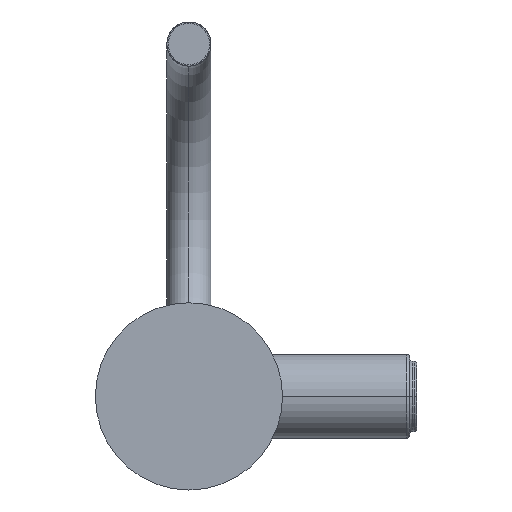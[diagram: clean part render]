
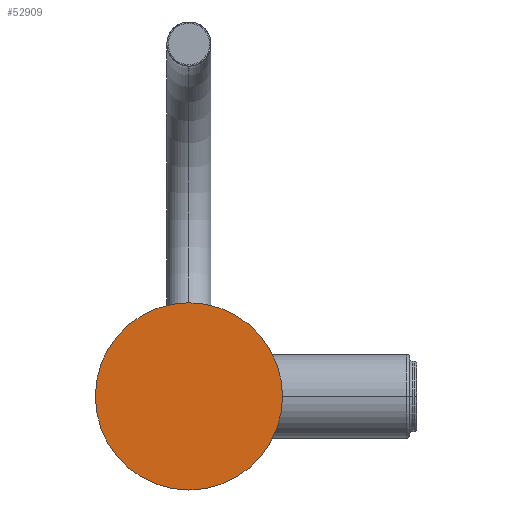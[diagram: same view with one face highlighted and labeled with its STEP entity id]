
A CAD part, front view. The second image highlights one B-rep face of the part: STEP entity #52909.
In plain terms, the highlighted planar face has unit normal (0, -1, 0).
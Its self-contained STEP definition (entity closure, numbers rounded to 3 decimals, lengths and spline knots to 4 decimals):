
#2=CARTESIAN_POINT('',(0.,0.,0.));
#3=DIRECTION('',(0.,-1.,0.));
#4=DIRECTION('',(-1.,0.,0.));
#5=AXIS2_PLACEMENT_3D('',#2,#3,#4);
#12=CARTESIAN_POINT('',(0.,0.,0.));
#13=DIRECTION('',(0.,1.,0.));
#14=DIRECTION('',(-1.,0.,0.));
#15=AXIS2_PLACEMENT_3D('',#12,#13,#14);
#49018=CARTESIAN_POINT('',(-1.0625,0.,0.));
#49019=CARTESIAN_POINT('',(1.0625,0.,0.));
#49020=VERTEX_POINT('',#49018);
#49021=VERTEX_POINT('',#49019);
#52899=CARTESIAN_POINT('',(0.,0.,0.));
#52900=DIRECTION('',(0.,1.,0.));
#52901=DIRECTION('',(1.,0.,0.));
#52902=AXIS2_PLACEMENT_3D('',#52899,#52900,#52901);
#52903=PLANE('',#52902);
#52905=ORIENTED_EDGE('',*,*,#52904,.T.);
#52906=ORIENTED_EDGE('',*,*,#52888,.F.);
#52907=EDGE_LOOP('',(#52905,#52906));
#52908=FACE_OUTER_BOUND('',#52907,.F.);
#52909=ADVANCED_FACE('',(#52908),#52903,.F.);
#6=CIRCLE('',#5,1.0625);
#16=CIRCLE('',#15,1.0625);
#52888=EDGE_CURVE('',#49020,#49021,#6,.T.);
#52904=EDGE_CURVE('',#49020,#49021,#16,.T.);
